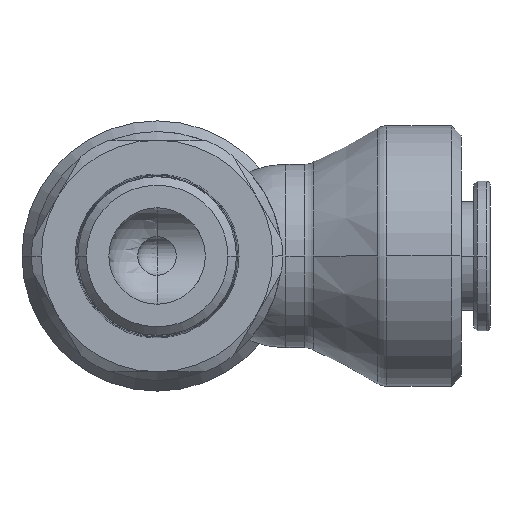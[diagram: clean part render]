
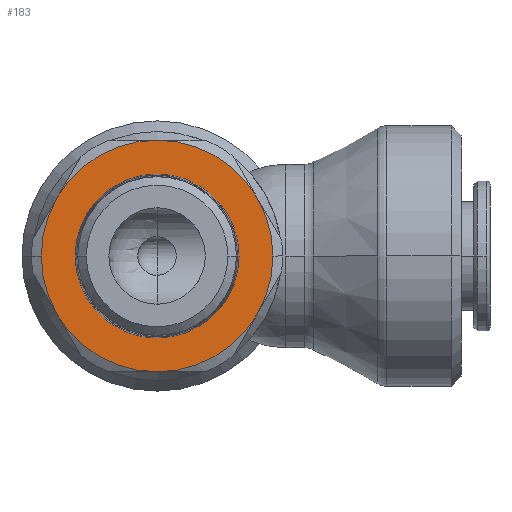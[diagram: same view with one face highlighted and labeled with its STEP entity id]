
A CAD part, front view. The second image highlights one B-rep face of the part: STEP entity #183.
In plain terms, the highlighted planar face has unit normal (0, -1, 0).
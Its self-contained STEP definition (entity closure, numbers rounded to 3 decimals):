
#183=ADVANCED_FACE('',(#493,#494),#495,.F.);
#493=FACE_BOUND('',#829,.T.);
#494=FACE_OUTER_BOUND('',#830,.T.);
#495=PLANE('',#831);
#829=EDGE_LOOP('',(#1941,#1942));
#830=EDGE_LOOP('',(#1943,#1944,#1945,#1946,#1947,#1948,#1949,#1950));
#831=AXIS2_PLACEMENT_3D('',#1951,#1952,#1953);
#1941=ORIENTED_EDGE('',*,*,#2246,.T.);
#1942=ORIENTED_EDGE('',*,*,#2440,.T.);
#1943=ORIENTED_EDGE('',*,*,#2449,.F.);
#1944=ORIENTED_EDGE('',*,*,#2451,.F.);
#1945=ORIENTED_EDGE('',*,*,#2455,.F.);
#1946=ORIENTED_EDGE('',*,*,#2458,.F.);
#1947=ORIENTED_EDGE('',*,*,#2238,.F.);
#1948=ORIENTED_EDGE('',*,*,#2463,.F.);
#1949=ORIENTED_EDGE('',*,*,#2467,.F.);
#1950=ORIENTED_EDGE('',*,*,#2240,.F.);
#1951=CARTESIAN_POINT('',(0.,-6.0,0.));
#1952=DIRECTION('',(0.,1.0,0.));
#1953=DIRECTION('',(0.0,0.,1.0));
#2238=EDGE_CURVE('',#2706,#2702,#2708,.T.);
#2240=EDGE_CURVE('',#2709,#2711,#2712,.T.);
#2246=EDGE_CURVE('',#2717,#2721,#2723,.T.);
#2440=EDGE_CURVE('',#2721,#2717,#3040,.T.);
#2449=EDGE_CURVE('',#3052,#2709,#3054,.T.);
#2451=EDGE_CURVE('',#3056,#3052,#3058,.T.);
#2455=EDGE_CURVE('',#3063,#3056,#3065,.T.);
#2458=EDGE_CURVE('',#2702,#3063,#3069,.T.);
#2463=EDGE_CURVE('',#3075,#2706,#3077,.T.);
#2467=EDGE_CURVE('',#2711,#3075,#3083,.T.);
#2702=VERTEX_POINT('',#3530);
#2706=VERTEX_POINT('',#3535);
#2708=CIRCLE('',#3548,12.0);
#2709=VERTEX_POINT('',#3549);
#2711=VERTEX_POINT('',#3552);
#2712=CIRCLE('',#3553,12.0);
#2717=VERTEX_POINT('',#3569);
#2721=VERTEX_POINT('',#3574);
#2723=CIRCLE('',#3577,8.494);
#3040=CIRCLE('',#4093,8.494);
#3052=VERTEX_POINT('',#4105);
#3054=CIRCLE('',#4118,12.0);
#3056=VERTEX_POINT('',#4120);
#3058=CIRCLE('',#4133,12.0);
#3063=VERTEX_POINT('',#4149);
#3065=CIRCLE('',#4162,12.0);
#3069=CIRCLE('',#4177,12.0);
#3075=VERTEX_POINT('',#4205);
#3077=CIRCLE('',#4218,12.0);
#3083=CIRCLE('',#4246,12.0);
#3530=CARTESIAN_POINT('',(-12.0,-6.0,0.));
#3535=CARTESIAN_POINT('',(-10.392,-6.0,-6.0));
#3548=AXIS2_PLACEMENT_3D('',#4640,#4641,#4642);
#3549=CARTESIAN_POINT('',(12.0,-6.0,0.));
#3552=CARTESIAN_POINT('',(10.392,-6.0,-6.0));
#3553=AXIS2_PLACEMENT_3D('',#4644,#4645,#4646);
#3569=CARTESIAN_POINT('',(8.494,-6.0,0.0));
#3574=CARTESIAN_POINT('',(-8.494,-6.0,0.));
#3577=AXIS2_PLACEMENT_3D('',#4655,#4656,#4657);
#4093=AXIS2_PLACEMENT_3D('',#5116,#5117,#5118);
#4105=CARTESIAN_POINT('',(10.392,-6.0,6.0));
#4118=AXIS2_PLACEMENT_3D('',#5140,#5141,#5142);
#4120=CARTESIAN_POINT('',(0.,-6.0,12.0));
#4133=AXIS2_PLACEMENT_3D('',#5143,#5144,#5145);
#4149=CARTESIAN_POINT('',(-10.392,-6.0,6.0));
#4162=AXIS2_PLACEMENT_3D('',#5149,#5150,#5151);
#4177=AXIS2_PLACEMENT_3D('',#5155,#5156,#5157);
#4205=CARTESIAN_POINT('',(0.0,-6.0,-12.0));
#4218=AXIS2_PLACEMENT_3D('',#5161,#5162,#5163);
#4246=AXIS2_PLACEMENT_3D('',#5167,#5168,#5169);
#4640=CARTESIAN_POINT('',(0.0,-6.0,0.0));
#4641=DIRECTION('',(0.,1.0,0.));
#4642=DIRECTION('',(1.0,0.,0.));
#4644=CARTESIAN_POINT('',(0.0,-6.0,0.0));
#4645=DIRECTION('',(0.,1.0,0.));
#4646=DIRECTION('',(1.0,0.,0.));
#4655=CARTESIAN_POINT('',(0.0,-6.0,0.0));
#4656=DIRECTION('',(0.,1.0,0.));
#4657=DIRECTION('',(1.0,0.,0.));
#5116=CARTESIAN_POINT('',(0.0,-6.0,0.0));
#5117=DIRECTION('',(0.,1.0,0.));
#5118=DIRECTION('',(1.0,0.,0.));
#5140=CARTESIAN_POINT('',(0.0,-6.0,0.0));
#5141=DIRECTION('',(0.,1.0,0.));
#5142=DIRECTION('',(1.0,0.,0.));
#5143=CARTESIAN_POINT('',(0.0,-6.0,0.0));
#5144=DIRECTION('',(0.,1.0,0.));
#5145=DIRECTION('',(1.0,0.,0.));
#5149=CARTESIAN_POINT('',(0.0,-6.0,0.0));
#5150=DIRECTION('',(0.,1.0,0.));
#5151=DIRECTION('',(1.0,0.,0.));
#5155=CARTESIAN_POINT('',(0.0,-6.0,0.0));
#5156=DIRECTION('',(0.,1.0,0.));
#5157=DIRECTION('',(1.0,0.,0.));
#5161=CARTESIAN_POINT('',(0.0,-6.0,0.0));
#5162=DIRECTION('',(0.,1.0,0.));
#5163=DIRECTION('',(1.0,0.,0.));
#5167=CARTESIAN_POINT('',(0.0,-6.0,0.0));
#5168=DIRECTION('',(0.,1.0,0.));
#5169=DIRECTION('',(1.0,0.,0.));
